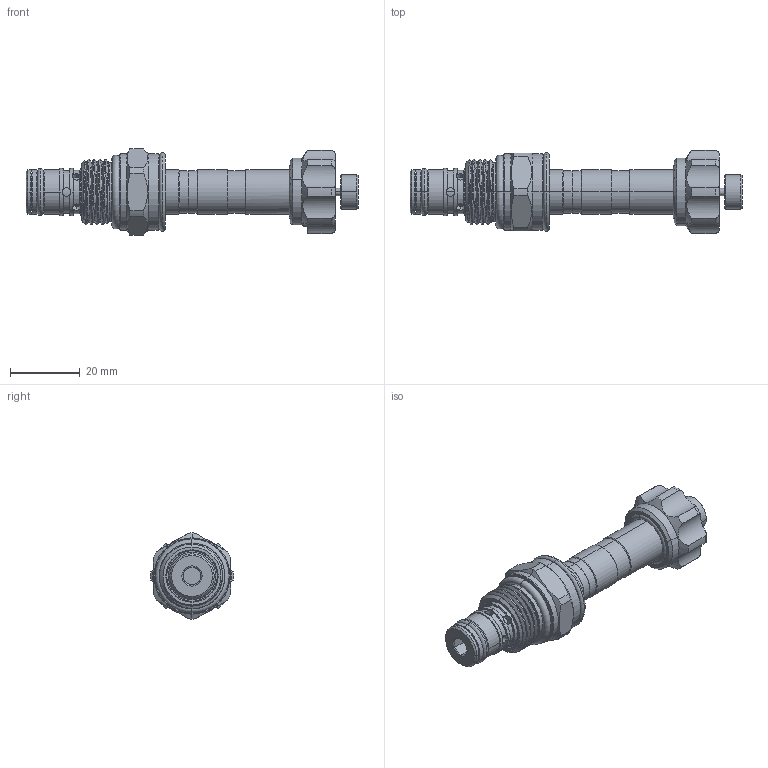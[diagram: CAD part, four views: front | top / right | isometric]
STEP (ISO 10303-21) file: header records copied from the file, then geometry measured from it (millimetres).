
FILE_DESCRIPTION (( 'STEP AP203' ), '1' );
FILE_NAME ('EP08W2A02P04.STEP', '2016-08-12T01:48:52', ( '' ), ( '' ), 'SwSTEP 2.0', 'SolidWorks 2012', '' );
FILE_SCHEMA (( 'CONFIG_CONTROL_DESIGN' ));
Length unit declared in the file: millimetre
Products named in the file (1): EP08W2A02P04
Bounding box: 95.13 x 23.79 x 24.65 mm (x, y, z)
Volume: 18694.9 mm3; surface area: 8556.3 mm2
Topology: 4 solids, 4 shells, 325 faces, 803 edges, 492 vertices
Faces by surface type: cylinder 151, plane 74, torus 50, cone 40, bspline 10
Entity records: 14672 total; most frequent: CARTESIAN_POINT 7097, DIRECTION 1593, ORIENTED_EDGE 1582, EDGE_CURVE 791, AXIS2_PLACEMENT_3D 670, VERTEX_POINT 492, CIRCLE 354, EDGE_LOOP 351
